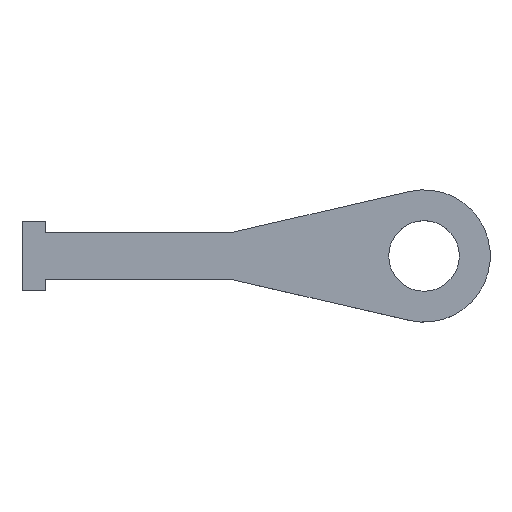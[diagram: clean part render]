
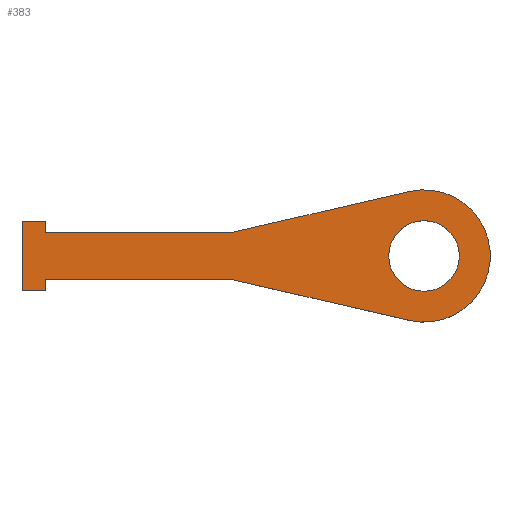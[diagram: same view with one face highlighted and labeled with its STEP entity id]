
A CAD part, top view. The second image highlights one B-rep face of the part: STEP entity #383.
In plain terms, the highlighted planar face has unit normal (0, 0, 1).
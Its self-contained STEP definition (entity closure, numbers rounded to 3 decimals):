
#24 = VERTEX_POINT('',#25);
#25 = CARTESIAN_POINT('',(-21.444,3.572,3.175));
#31 = EDGE_CURVE('',#24,#32,#34,.T.);
#32 = VERTEX_POINT('',#33);
#33 = CARTESIAN_POINT('',(-21.444,-3.572,3.175));
#34 = LINE('',#35,#36);
#35 = CARTESIAN_POINT('',(-21.444,3.572,3.175));
#36 = VECTOR('',#37,1.);
#37 = DIRECTION('',(0.,-1.,0.));
#62 = EDGE_CURVE('',#32,#63,#65,.T.);
#63 = VERTEX_POINT('',#64);
#64 = CARTESIAN_POINT('',(-19.05,-3.572,3.175));
#65 = LINE('',#66,#67);
#66 = CARTESIAN_POINT('',(-21.444,-3.572,3.175));
#67 = VECTOR('',#68,1.);
#68 = DIRECTION('',(1.,0.,0.));
#93 = EDGE_CURVE('',#63,#94,#96,.T.);
#94 = VERTEX_POINT('',#95);
#95 = CARTESIAN_POINT('',(-19.05,-2.388,3.175));
#96 = LINE('',#97,#98);
#97 = CARTESIAN_POINT('',(-19.05,-3.572,3.175));
#98 = VECTOR('',#99,1.);
#99 = DIRECTION('',(0.,1.,0.));
#124 = EDGE_CURVE('',#94,#125,#127,.T.);
#125 = VERTEX_POINT('',#126);
#126 = CARTESIAN_POINT('',(0.,-2.388,3.175));
#127 = LINE('',#128,#129);
#128 = CARTESIAN_POINT('',(-19.05,-2.388,3.175));
#129 = VECTOR('',#130,1.);
#130 = DIRECTION('',(1.,0.,0.));
#155 = EDGE_CURVE('',#125,#156,#158,.T.);
#156 = VERTEX_POINT('',#157);
#157 = CARTESIAN_POINT('',(18.3,-6.62,3.175));
#158 = LINE('',#159,#160);
#159 = CARTESIAN_POINT('',(0.,-2.388,3.175));
#160 = VECTOR('',#161,1.);
#161 = DIRECTION('',(0.974,-0.225,0.));
#186 = EDGE_CURVE('',#156,#187,#189,.T.);
#187 = VERTEX_POINT('',#188);
#188 = CARTESIAN_POINT('',(18.3,6.62,3.175));
#189 = CIRCLE('',#190,6.795);
#190 = AXIS2_PLACEMENT_3D('',#191,#192,#193);
#191 = CARTESIAN_POINT('',(19.831,0.,3.175));
#192 = DIRECTION('',(0.,0.,1.));
#193 = DIRECTION('',(1.,0.,0.));
#221 = VERTEX_POINT('',#222);
#222 = CARTESIAN_POINT('',(0.,2.388,3.175));
#228 = EDGE_CURVE('',#221,#187,#229,.T.);
#229 = LINE('',#230,#231);
#230 = CARTESIAN_POINT('',(0.,2.388,3.175));
#231 = VECTOR('',#232,1.);
#232 = DIRECTION('',(0.974,0.225,0.));
#252 = VERTEX_POINT('',#253);
#253 = CARTESIAN_POINT('',(-19.05,2.388,3.175));
#259 = EDGE_CURVE('',#252,#221,#260,.T.);
#260 = LINE('',#261,#262);
#261 = CARTESIAN_POINT('',(-19.05,2.388,3.175));
#262 = VECTOR('',#263,1.);
#263 = DIRECTION('',(1.,0.,0.));
#283 = VERTEX_POINT('',#284);
#284 = CARTESIAN_POINT('',(-19.05,3.572,3.175));
#290 = EDGE_CURVE('',#283,#252,#291,.T.);
#291 = LINE('',#292,#293);
#292 = CARTESIAN_POINT('',(-19.05,3.572,3.175));
#293 = VECTOR('',#294,1.);
#294 = DIRECTION('',(0.,-1.,0.));
#312 = EDGE_CURVE('',#24,#283,#313,.T.);
#313 = LINE('',#314,#315);
#314 = CARTESIAN_POINT('',(-21.444,3.572,3.175));
#315 = VECTOR('',#316,1.);
#316 = DIRECTION('',(1.,0.,0.));
#336 = VERTEX_POINT('',#337);
#337 = CARTESIAN_POINT('',(23.451,0.,3.175));
#343 = EDGE_CURVE('',#336,#336,#344,.T.);
#344 = CIRCLE('',#345,3.62);
#345 = AXIS2_PLACEMENT_3D('',#346,#347,#348);
#346 = CARTESIAN_POINT('',(19.831,0.,3.175));
#347 = DIRECTION('',(0.,0.,1.));
#348 = DIRECTION('',(1.,0.,0.));
#383 = ADVANCED_FACE('',(#384,#396),#399,.T.);
#384 = FACE_BOUND('',#385,.T.);
#385 = EDGE_LOOP('',(#386,#387,#388,#389,#390,#391,#392,#393,#394,#395)
  );
#386 = ORIENTED_EDGE('',*,*,#31,.T.);
#387 = ORIENTED_EDGE('',*,*,#62,.T.);
#388 = ORIENTED_EDGE('',*,*,#93,.T.);
#389 = ORIENTED_EDGE('',*,*,#124,.T.);
#390 = ORIENTED_EDGE('',*,*,#155,.T.);
#391 = ORIENTED_EDGE('',*,*,#186,.T.);
#392 = ORIENTED_EDGE('',*,*,#228,.F.);
#393 = ORIENTED_EDGE('',*,*,#259,.F.);
#394 = ORIENTED_EDGE('',*,*,#290,.F.);
#395 = ORIENTED_EDGE('',*,*,#312,.F.);
#396 = FACE_BOUND('',#397,.F.);
#397 = EDGE_LOOP('',(#398));
#398 = ORIENTED_EDGE('',*,*,#343,.T.);
#399 = PLANE('',#400);
#400 = AXIS2_PLACEMENT_3D('',#401,#402,#403);
#401 = CARTESIAN_POINT('',(4.469,0.,3.175));
#402 = DIRECTION('',(0.,0.,1.));
#403 = DIRECTION('',(1.,0.,0.));
